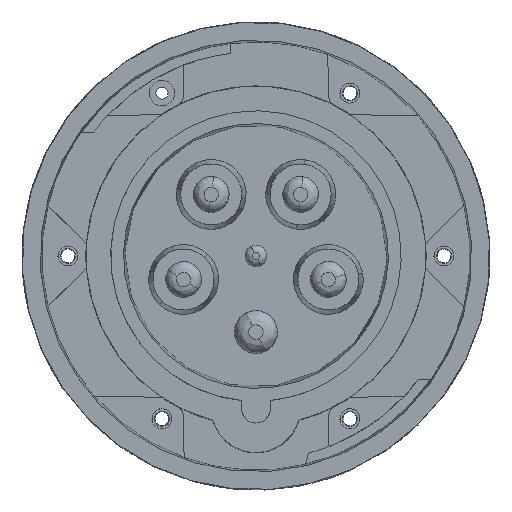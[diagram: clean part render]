
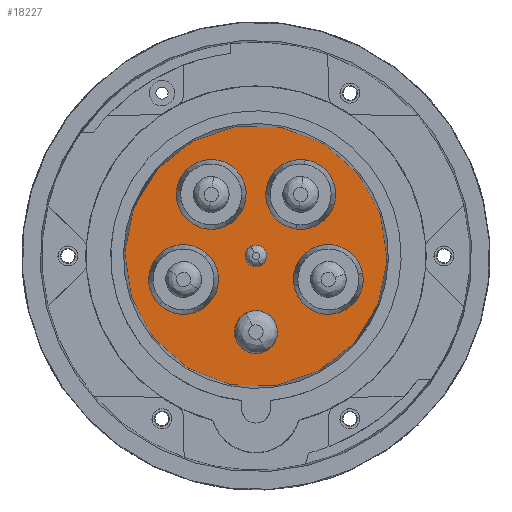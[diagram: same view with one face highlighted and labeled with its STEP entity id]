
A CAD part, front view. The second image highlights one B-rep face of the part: STEP entity #18227.
In plain terms, the highlighted planar face has unit normal (0, -1, 0).
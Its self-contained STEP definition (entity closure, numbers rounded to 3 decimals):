
#3246=CARTESIAN_POINT('',(0.,-65.458,0.));
#3247=DIRECTION('',(0.,-1.,0.));
#3248=DIRECTION('',(0.479,0.,-0.878));
#3249=AXIS2_PLACEMENT_3D('',#3246,#3247,#3248);
#3255=CARTESIAN_POINT('',(0.,-65.458,0.));
#3256=DIRECTION('',(0.,-1.,0.));
#3257=DIRECTION('',(-0.479,0.,0.878));
#3258=AXIS2_PLACEMENT_3D('',#3255,#3256,#3257);
#3260=CARTESIAN_POINT('',(20.21,-65.458,
-6.567));
#3261=DIRECTION('',(0.,1.,0.));
#3262=DIRECTION('',(0.983,0.,0.185));
#3263=AXIS2_PLACEMENT_3D('',#3260,#3261,#3262);
#3265=CARTESIAN_POINT('',(20.21,-65.458,
-6.567));
#3266=DIRECTION('',(0.,1.,0.));
#3267=DIRECTION('',(-0.983,0.,-0.185));
#3268=AXIS2_PLACEMENT_3D('',#3265,#3266,#3267);
#3270=CARTESIAN_POINT('',(12.49,-65.458,17.192));
#3271=DIRECTION('',(0.,1.,0.));
#3272=DIRECTION('',(0.128,0.,0.992));
#3273=AXIS2_PLACEMENT_3D('',#3270,#3271,#3272);
#3275=CARTESIAN_POINT('',(12.49,-65.458,17.192));
#3276=DIRECTION('',(0.,1.,0.));
#3277=DIRECTION('',(-0.128,0.,-0.992));
#3278=AXIS2_PLACEMENT_3D('',#3275,#3276,#3277);
#3280=CARTESIAN_POINT('',(-12.49,-65.458,
17.192));
#3281=DIRECTION('',(0.,1.,0.));
#3282=DIRECTION('',(-0.904,0.,0.428));
#3283=AXIS2_PLACEMENT_3D('',#3280,#3281,#3282);
#3285=CARTESIAN_POINT('',(-12.49,-65.458,
17.192));
#3286=DIRECTION('',(0.,1.,0.));
#3287=DIRECTION('',(0.904,0.,-0.428));
#3288=AXIS2_PLACEMENT_3D('',#3285,#3286,#3287);
#3290=CARTESIAN_POINT('',(-20.21,-65.458,
-6.567));
#3291=DIRECTION('',(0.,1.,0.));
#3292=DIRECTION('',(-0.686,0.,-0.727));
#3293=AXIS2_PLACEMENT_3D('',#3290,#3291,#3292);
#3295=CARTESIAN_POINT('',(-20.21,-65.458,
-6.567));
#3296=DIRECTION('',(0.,1.,0.));
#3297=DIRECTION('',(0.686,0.,0.727));
#3298=AXIS2_PLACEMENT_3D('',#3295,#3296,#3297);
#3300=CARTESIAN_POINT('',(0.,-65.458,-21.25));
#3301=DIRECTION('',(0.,-1.,0.));
#3302=DIRECTION('',(0.479,0.,-0.878));
#3303=AXIS2_PLACEMENT_3D('',#3300,#3301,#3302);
#3305=CARTESIAN_POINT('',(0.,-65.458,-21.25));
#3306=DIRECTION('',(0.,-1.,0.));
#3307=DIRECTION('',(-0.479,0.,0.878));
#3308=AXIS2_PLACEMENT_3D('',#3305,#3306,#3307);
#3310=CARTESIAN_POINT('',(0.,-65.458,0.));
#3311=DIRECTION('',(0.,-1.,0.));
#3312=DIRECTION('',(0.479,0.,-0.878));
#3313=AXIS2_PLACEMENT_3D('',#3310,#3311,#3312);
#3315=CARTESIAN_POINT('',(0.,-65.458,0.));
#3316=DIRECTION('',(0.,-1.,0.));
#3317=DIRECTION('',(-0.479,0.,0.878));
#3318=AXIS2_PLACEMENT_3D('',#3315,#3316,#3317);
#12950=CARTESIAN_POINT('',(-17.547,-65.458,
32.12));
#12951=CARTESIAN_POINT('',(17.547,-65.458,
-32.12));
#12952=VERTEX_POINT('',#12950);
#12953=VERTEX_POINT('',#12951);
#13810=CARTESIAN_POINT('',(29.792,-65.458,
-4.765));
#13811=CARTESIAN_POINT('',(10.628,-65.458,
-8.368));
#13812=VERTEX_POINT('',#13810);
#13813=VERTEX_POINT('',#13811);
#13814=CARTESIAN_POINT('',(13.738,-65.458,
26.861));
#13815=CARTESIAN_POINT('',(11.243,-65.458,
7.522));
#13816=VERTEX_POINT('',#13814);
#13817=VERTEX_POINT('',#13815);
#13818=CARTESIAN_POINT('',(-21.301,-65.458,
21.366));
#13819=CARTESIAN_POINT('',(-3.679,-65.458,
13.017));
#13820=VERTEX_POINT('',#13818);
#13821=VERTEX_POINT('',#13819);
#13822=CARTESIAN_POINT('',(-26.903,-65.458,
-13.656));
#13823=CARTESIAN_POINT('',(-13.517,-65.458,
0.523));
#13824=VERTEX_POINT('',#13822);
#13825=VERTEX_POINT('',#13823);
#13882=CARTESIAN_POINT('',(2.877,-65.458,
-26.515));
#13883=CARTESIAN_POINT('',(-2.877,-65.458,
-15.985));
#13884=VERTEX_POINT('',#13882);
#13885=VERTEX_POINT('',#13883);
#13894=CARTESIAN_POINT('',(1.438,-65.458,
-2.633));
#13895=CARTESIAN_POINT('',(-1.438,-65.458,
2.633));
#13896=VERTEX_POINT('',#13894);
#13897=VERTEX_POINT('',#13895);
#18182=CARTESIAN_POINT('',(0.,-65.458,33.5));
#18183=DIRECTION('',(0.,-1.,0.));
#18184=DIRECTION('',(1.,0.,0.));
#18185=AXIS2_PLACEMENT_3D('',#18182,#18183,#18184);
#18186=PLANE('',#18185);
#18187=ORIENTED_EDGE('',*,*,#18175,.F.);
#18188=ORIENTED_EDGE('',*,*,#18161,.F.);
#18189=EDGE_LOOP('',(#18187,#18188));
#18190=FACE_OUTER_BOUND('',#18189,.F.);
#18192=ORIENTED_EDGE('',*,*,#18191,.F.);
#18194=ORIENTED_EDGE('',*,*,#18193,.F.);
#18195=EDGE_LOOP('',(#18192,#18194));
#18196=FACE_BOUND('',#18195,.F.);
#18198=ORIENTED_EDGE('',*,*,#18197,.F.);
#18200=ORIENTED_EDGE('',*,*,#18199,.F.);
#18201=EDGE_LOOP('',(#18198,#18200));
#18202=FACE_BOUND('',#18201,.F.);
#18204=ORIENTED_EDGE('',*,*,#18203,.F.);
#18206=ORIENTED_EDGE('',*,*,#18205,.F.);
#18207=EDGE_LOOP('',(#18204,#18206));
#18208=FACE_BOUND('',#18207,.F.);
#18210=ORIENTED_EDGE('',*,*,#18209,.F.);
#18212=ORIENTED_EDGE('',*,*,#18211,.F.);
#18213=EDGE_LOOP('',(#18210,#18212));
#18214=FACE_BOUND('',#18213,.F.);
#18216=ORIENTED_EDGE('',*,*,#18215,.T.);
#18218=ORIENTED_EDGE('',*,*,#18217,.T.);
#18219=EDGE_LOOP('',(#18216,#18218));
#18220=FACE_BOUND('',#18219,.F.);
#18222=ORIENTED_EDGE('',*,*,#18221,.T.);
#18224=ORIENTED_EDGE('',*,*,#18223,.T.);
#18225=EDGE_LOOP('',(#18222,#18224));
#18226=FACE_BOUND('',#18225,.F.);
#18227=ADVANCED_FACE('',(#18190,#18196,#18202,#18208,#18214,#18220,#18226),
#18186,.T.);
#3250=CIRCLE('',#3249,36.6);
#3259=CIRCLE('',#3258,36.6);
#3264=CIRCLE('',#3263,9.75);
#3269=CIRCLE('',#3268,9.75);
#3274=CIRCLE('',#3273,9.75);
#3279=CIRCLE('',#3278,9.75);
#3284=CIRCLE('',#3283,9.75);
#3289=CIRCLE('',#3288,9.75);
#3294=CIRCLE('',#3293,9.75);
#3299=CIRCLE('',#3298,9.75);
#3304=CIRCLE('',#3303,6.);
#3309=CIRCLE('',#3308,6.);
#3314=CIRCLE('',#3313,3.);
#3319=CIRCLE('',#3318,3.);
#18161=EDGE_CURVE('',#12953,#12952,#3250,.T.);
#18175=EDGE_CURVE('',#12952,#12953,#3259,.T.);
#18191=EDGE_CURVE('',#13812,#13813,#3264,.T.);
#18193=EDGE_CURVE('',#13813,#13812,#3269,.T.);
#18197=EDGE_CURVE('',#13816,#13817,#3274,.T.);
#18199=EDGE_CURVE('',#13817,#13816,#3279,.T.);
#18203=EDGE_CURVE('',#13820,#13821,#3284,.T.);
#18205=EDGE_CURVE('',#13821,#13820,#3289,.T.);
#18209=EDGE_CURVE('',#13824,#13825,#3294,.T.);
#18211=EDGE_CURVE('',#13825,#13824,#3299,.T.);
#18215=EDGE_CURVE('',#13884,#13885,#3304,.T.);
#18217=EDGE_CURVE('',#13885,#13884,#3309,.T.);
#18221=EDGE_CURVE('',#13896,#13897,#3314,.T.);
#18223=EDGE_CURVE('',#13897,#13896,#3319,.T.);
